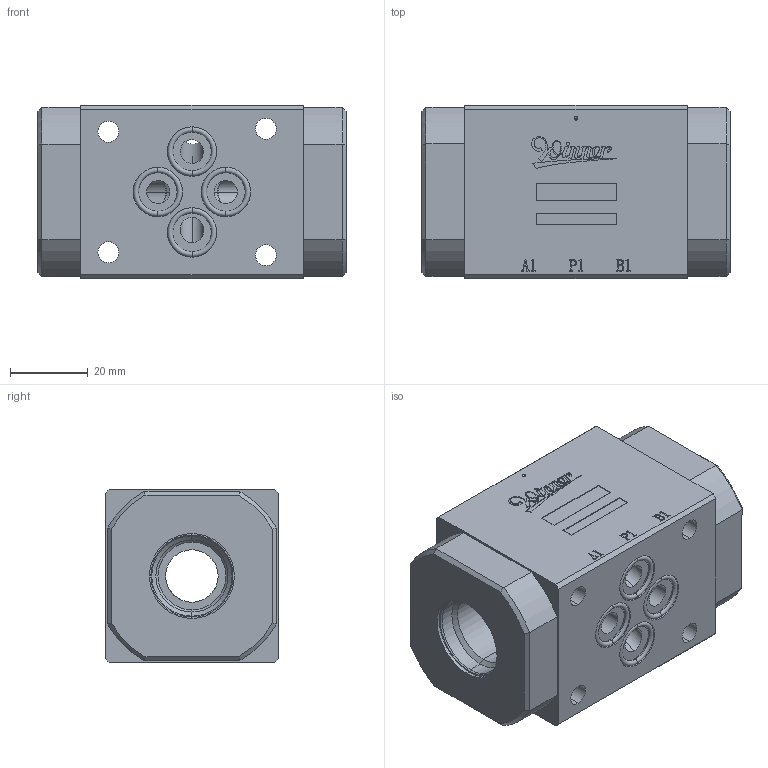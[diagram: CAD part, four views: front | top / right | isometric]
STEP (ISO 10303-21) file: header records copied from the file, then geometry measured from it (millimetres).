
FILE_DESCRIPTION (( 'STEP AP203' ), '1' );
FILE_NAME ('MH03BDT-13A2-13A2-A01.STEP', '2025-01-09T07:19:30', ( 'user' ), ( '' ), 'SwSTEP 2.0', 'SolidWorks 2018', '' );
FILE_SCHEMA (( 'CONFIG_CONTROL_DESIGN' ));
Length unit declared in the file: millimetre
Products named in the file (3): 6EC03040BDTXXA001; MH03BDT-13A2-13A2-A01; 4KAA012AA001_W3046用
Assembly tree (5 placements, depth 2):
  MH03BDT-13A2-13A2-A01
    4KAA012AA001_W3046用  x4
    6EC03040BDTXXA001
Bounding box: 79.2 x 44.55 x 44.5 mm (x, y, z)
Volume: 121911.2 mm3; surface area: 27305 mm2
Topology: 5 solids, 5 shells, 490 faces, 1321 edges, 859 vertices
Faces by surface type: cylinder 219, plane 171, bspline 49, cone 35, torus 16
Entity records: 17550 total; most frequent: CARTESIAN_POINT 5195, ORIENTED_EDGE 2590, DIRECTION 2415, EDGE_CURVE 1295, AXIS2_PLACEMENT_3D 863, VERTEX_POINT 847, VECTOR 689, LINE 689
